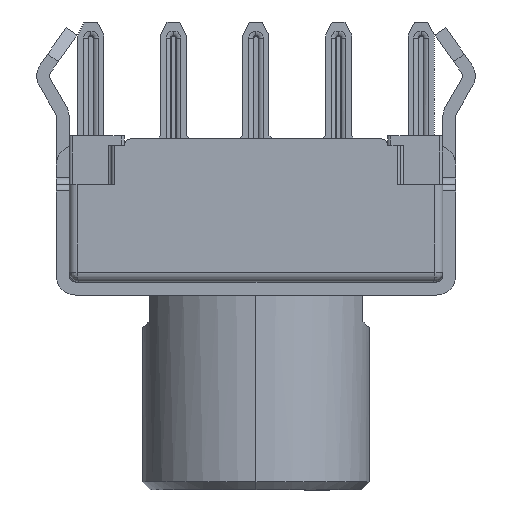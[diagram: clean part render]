
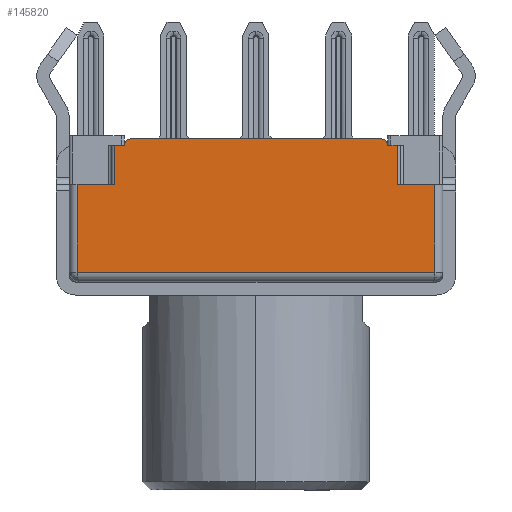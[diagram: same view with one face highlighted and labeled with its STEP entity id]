
A CAD part, left-side view. The second image highlights one B-rep face of the part: STEP entity #145820.
In plain terms, the highlighted face is planar.
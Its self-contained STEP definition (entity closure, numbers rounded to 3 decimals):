
#16310=CARTESIAN_POINT('',(11.25,11.5,1.2));
#16320=VERTEX_POINT('',#16310);
#16580=CARTESIAN_POINT('',(11.25,11.5,3.9));
#16590=VERTEX_POINT('',#16580);
#16620=CARTESIAN_POINT('',(11.25,11.5,4.2));
#16630=DIRECTION('',(0.,0.,-1.));
#16640=VECTOR('',#16630,1.);
#16650=LINE('',#16620,#16640);
#16660=EDGE_CURVE('',#16590,#16320,#16650,.T.);
#17260=CARTESIAN_POINT('',(0.25,11.5,3.9));
#17270=VERTEX_POINT('',#17260);
#17500=CARTESIAN_POINT('',(0.25,11.5,1.2));
#17510=VERTEX_POINT('',#17500);
#17540=CARTESIAN_POINT('',(0.25,11.5,4.2));
#17550=DIRECTION('',(0.,0.,-1.));
#17560=VECTOR('',#17550,1.);
#17570=LINE('',#17540,#17560);
#17580=EDGE_CURVE('',#17270,#17510,#17570,.T.);
#74240=CARTESIAN_POINT('',(1.4,11.5,1.2));
#74250=VERTEX_POINT('',#74240);
#74280=CARTESIAN_POINT('',(1.3,11.5,1.2));
#74290=DIRECTION('',(-1.,0.,0.));
#74300=VECTOR('',#74290,1.);
#74310=LINE('',#74280,#74300);
#74320=EDGE_CURVE('',#74250,#17510,#74310,.T.);
#84600=CARTESIAN_POINT('',(11.5,11.5,3.9));
#84610=DIRECTION('',(1.,0.,0.));
#84620=VECTOR('',#84610,1.);
#84630=LINE('',#84600,#84620);
#84640=EDGE_CURVE('',#17270,#16590,#84630,.T.);
#85850=CARTESIAN_POINT('',(1.4,11.5,0.));
#85860=VERTEX_POINT('',#85850);
#85890=CARTESIAN_POINT('',(1.4,11.5,0.));
#85900=DIRECTION('',(0.,0.,1.));
#85910=VECTOR('',#85900,1.);
#85920=LINE('',#85890,#85910);
#85930=EDGE_CURVE('',#85860,#74250,#85920,.T.);
#88450=CARTESIAN_POINT('',(10.1,11.5,0.));
#88460=DIRECTION('',(0.,0.,-1.));
#88470=VECTOR('',#88460,1.);
#88480=LINE('',#88450,#88470);
#88490=CARTESIAN_POINT('',(10.1,11.5,1.2));
#88500=VERTEX_POINT('',#88490);
#88510=CARTESIAN_POINT('',(10.1,11.5,0.));
#88520=VERTEX_POINT('',#88510);
#88530=EDGE_CURVE('',#88500,#88520,#88480,.T.);
#136060=CARTESIAN_POINT('',(5.75,11.5,0.));
#136070=DIRECTION('',(-1.,0.,0.));
#136080=VECTOR('',#136070,1.);
#136090=LINE('',#136060,#136080);
#136100=CARTESIAN_POINT('',(9.8,11.5,0.));
#136110=VERTEX_POINT('',#136100);
#136120=EDGE_CURVE('',#88520,#136110,#136090,.T.);
#136190=CARTESIAN_POINT('',(1.7,11.5,0.));
#136200=VERTEX_POINT('',#136190);
#136210=EDGE_CURVE('',#136200,#85860,#136090,.T.);
#136490=CARTESIAN_POINT('',(9.6,11.5,0.));
#136500=DIRECTION('',(0.,-1.,0.));
#136510=DIRECTION('',(1.,0.,0.));
#136520=AXIS2_PLACEMENT_3D('',#136490,#136500,#136510);
#136530=CIRCLE('',#136520,0.2);
#136540=CARTESIAN_POINT('',(9.6,11.5,-0.2));
#136550=VERTEX_POINT('',#136540);
#136560=EDGE_CURVE('',#136550,#136110,#136530,.T.);
#138360=CARTESIAN_POINT('',(1.9,11.5,0.));
#138370=DIRECTION('',(0.,1.,0.));
#138380=DIRECTION('',(-1.,0.,0.));
#138390=AXIS2_PLACEMENT_3D('',#138360,#138370,#138380);
#138400=CIRCLE('',#138390,0.2);
#138410=CARTESIAN_POINT('',(1.9,11.5,-0.2));
#138420=VERTEX_POINT('',#138410);
#138430=EDGE_CURVE('',#138420,#136200,#138400,.T.);
#139040=CARTESIAN_POINT('',(1.7,11.5,-0.2));
#139050=DIRECTION('',(1.,0.,0.));
#139060=VECTOR('',#139050,1.);
#139070=LINE('',#139040,#139060);
#139080=EDGE_CURVE('',#138420,#136550,#139070,.T.);
#145580=CARTESIAN_POINT('',(5.75,11.5,4.2));
#145590=DIRECTION('',(0.,1.,0.));
#145600=DIRECTION('',(0.,0.,-1.));
#145610=AXIS2_PLACEMENT_3D('',#145580,#145590,#145600);
#145620=PLANE('',#145610);
#145630=ORIENTED_EDGE('',*,*,#74320,.T.);
#145640=ORIENTED_EDGE('',*,*,#85930,.T.);
#145650=ORIENTED_EDGE('',*,*,#136210,.T.);
#145660=ORIENTED_EDGE('',*,*,#138430,.T.);
#145670=ORIENTED_EDGE('',*,*,#139080,.F.);
#145680=ORIENTED_EDGE('',*,*,#136560,.F.);
#145690=ORIENTED_EDGE('',*,*,#136120,.T.);
#145700=ORIENTED_EDGE('',*,*,#88530,.T.);
#145710=CARTESIAN_POINT('',(10.2,11.5,1.2));
#145720=DIRECTION('',(1.,0.,0.));
#145730=VECTOR('',#145720,1.);
#145740=LINE('',#145710,#145730);
#145750=EDGE_CURVE('',#88500,#16320,#145740,.T.);
#145760=ORIENTED_EDGE('',*,*,#145750,.F.);
#145770=ORIENTED_EDGE('',*,*,#16660,.T.);
#145780=ORIENTED_EDGE('',*,*,#84640,.T.);
#145790=ORIENTED_EDGE('',*,*,#17580,.F.);
#145800=EDGE_LOOP('',(#145790,#145780,#145770,#145760,#145700,#145690,
#145680,#145670,#145660,#145650,#145640,#145630));
#145810=FACE_OUTER_BOUND('',#145800,.T.);
#145820=ADVANCED_FACE('',(#145810),#145620,.T.);
